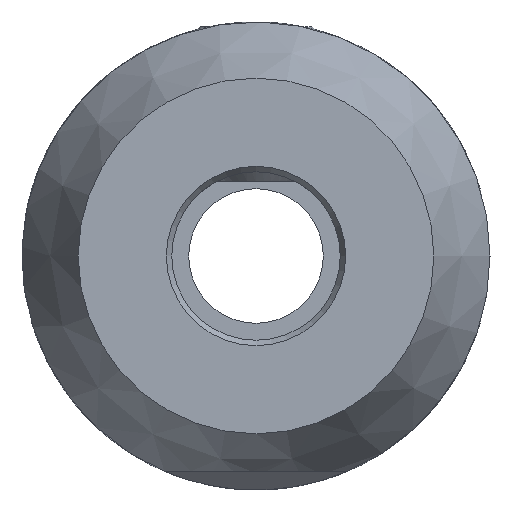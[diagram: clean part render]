
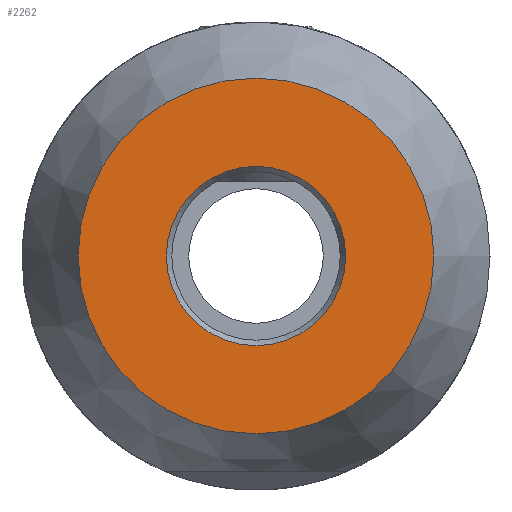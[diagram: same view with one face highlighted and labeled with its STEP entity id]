
A CAD part, left-side view. The second image highlights one B-rep face of the part: STEP entity #2262.
In plain terms, the highlighted planar face has unit normal (-1, 0, 0).
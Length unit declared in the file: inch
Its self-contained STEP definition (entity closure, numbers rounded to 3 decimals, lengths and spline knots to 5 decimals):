
#226=FACE_BOUND('',#413,.T.);
#273=FACE_OUTER_BOUND('',#412,.T.);
#412=EDGE_LOOP('',(#1635,#1636));
#413=EDGE_LOOP('',(#1637));
#567=CIRCLE('',#2481,0.37706);
#568=CIRCLE('',#2483,0.74803);
#569=CIRCLE('',#2484,0.74803);
#936=VERTEX_POINT('',#3853);
#937=VERTEX_POINT('',#3857);
#938=VERTEX_POINT('',#3858);
#1197=EDGE_CURVE('',#936,#936,#567,.T.);
#1199=EDGE_CURVE('',#937,#938,#568,.T.);
#1200=EDGE_CURVE('',#938,#937,#569,.T.);
#1635=ORIENTED_EDGE('',*,*,#1199,.F.);
#1636=ORIENTED_EDGE('',*,*,#1200,.F.);
#1637=ORIENTED_EDGE('',*,*,#1197,.F.);
#2065=PLANE('',#2482);
#2262=ADVANCED_FACE('',(#273,#226),#2065,.T.);
#2481=AXIS2_PLACEMENT_3D('',#3854,#2880,#2881);
#2482=AXIS2_PLACEMENT_3D('',#3856,#2883,#2884);
#2483=AXIS2_PLACEMENT_3D('',#3859,#2885,#2886);
#2484=AXIS2_PLACEMENT_3D('',#3860,#2887,#2888);
#2880=DIRECTION('center_axis',(-1.,0.,0.));
#2881=DIRECTION('ref_axis',(0.,0.,-1.));
#2883=DIRECTION('center_axis',(-1.,0.,0.));
#2884=DIRECTION('ref_axis',(0.,0.,
1.));
#2885=DIRECTION('center_axis',(1.,0.,0.));
#2886=DIRECTION('ref_axis',(0.,1.,0.));
#2887=DIRECTION('center_axis',(1.,0.,0.));
#2888=DIRECTION('ref_axis',(0.,1.,0.));
#3853=CARTESIAN_POINT('',(-2.29726,-0.02829,0.34322));
#3854=CARTESIAN_POINT('Origin',(-2.29726,-0.02829,-0.03385));
#3856=CARTESIAN_POINT('Origin',(-2.29726,0.34573,-0.03385));
#3857=CARTESIAN_POINT('',(-2.29726,0.71975,-0.03385));
#3858=CARTESIAN_POINT('',(-2.29726,-0.77632,-0.03385));
#3859=CARTESIAN_POINT('Origin',(-2.29726,-0.02829,-0.03385));
#3860=CARTESIAN_POINT('Origin',(-2.29726,-0.02829,-0.03385));
